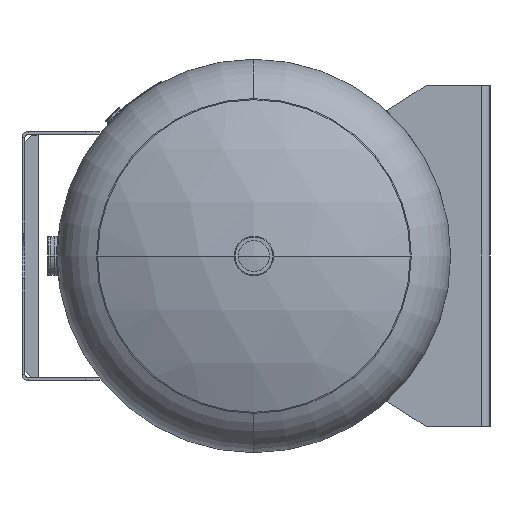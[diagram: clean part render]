
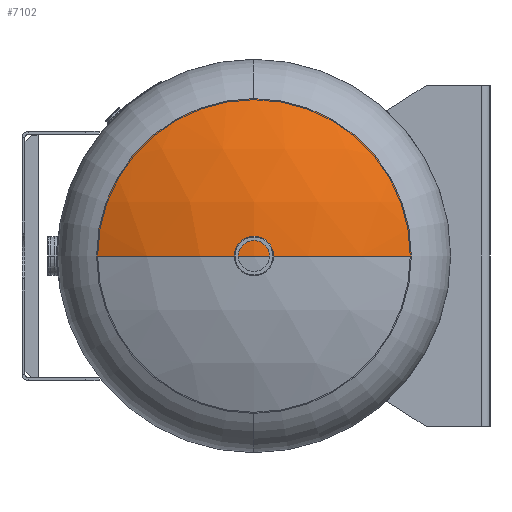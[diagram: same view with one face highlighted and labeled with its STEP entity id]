
A CAD part, left-side view. The second image highlights one B-rep face of the part: STEP entity #7102.
In plain terms, the highlighted spherical face has radius 685.8 mm.
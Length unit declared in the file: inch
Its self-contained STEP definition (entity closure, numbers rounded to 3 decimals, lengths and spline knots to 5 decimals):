
#208 = CIRCLE ( 'NONE', #7809, 12. ) ;
#290 = ORIENTED_EDGE ( 'NONE', *, *, #10372, .F. ) ;
#296 = VERTEX_POINT ( 'NONE', #9988 ) ;
#297 = EDGE_CURVE ( 'NONE', #7154, #7457, #3595, .T. ) ;
#1489 = DIRECTION ( 'NONE',  ( 0., 0., 1. ) ) ;
#1726 = CIRCLE ( 'NONE', #6320, 12. ) ;
#1907 = DIRECTION ( 'NONE',  ( 1., 0., 0. ) ) ;
#3380 = CARTESIAN_POINT ( 'NONE',  ( 0., 6.24932, 0. ) ) ;
#3437 = DIRECTION ( 'NONE',  ( 0., 0., -1. ) ) ;
#3525 = FACE_OUTER_BOUND ( 'NONE', #3663, .T. ) ;
#3595 = CIRCLE ( 'NONE', #10120, 27. ) ;
#3663 = EDGE_LOOP ( 'NONE', ( #10716, #11857, #290, #7184 ) ) ;
#3905 = AXIS2_PLACEMENT_3D ( 'NONE', #12295, #6066, #1907 ) ;
#4369 = CARTESIAN_POINT ( 'NONE',  ( 0., 6.24932, 12. ) ) ;
#4955 = EDGE_CURVE ( 'NONE', #7154, #296, #7808, .T. ) ;
#5874 = EDGE_CURVE ( 'NONE', #7457, #7072, #1726, .T. ) ;
#5926 = CARTESIAN_POINT ( 'NONE',  ( 0., -17.93746, 0. ) ) ;
#6066 = DIRECTION ( 'NONE',  ( 0., 0., 1. ) ) ;
#6320 = AXIS2_PLACEMENT_3D ( 'NONE', #3380, #12742, #3437 ) ;
#6404 = DIRECTION ( 'NONE',  ( 1., 0., 0. ) ) ;
#6657 = CARTESIAN_POINT ( 'NONE',  ( 0., -17.93746, 0. ) ) ;
#7072 = VERTEX_POINT ( 'NONE', #4369 ) ;
#7102 = ADVANCED_FACE ( 'NONE', ( #3525 ), #9717, .T. ) ;
#7154 = VERTEX_POINT ( 'NONE', #10549 ) ;
#7184 = ORIENTED_EDGE ( 'NONE', *, *, #5874, .F. ) ;
#7457 = VERTEX_POINT ( 'NONE', #9701 ) ;
#7808 = CIRCLE ( 'NONE', #3905, 27. ) ;
#7809 = AXIS2_PLACEMENT_3D ( 'NONE', #8714, #11833, #10814 ) ;
#8714 = CARTESIAN_POINT ( 'NONE',  ( 0., 6.24932, 0. ) ) ;
#8970 = DIRECTION ( 'NONE',  ( -1., 0., 0. ) ) ;
#9701 = CARTESIAN_POINT ( 'NONE',  ( 12., 6.24932, 0. ) ) ;
#9717 = SPHERICAL_SURFACE ( 'NONE', #10102, 27. ) ;
#9988 = CARTESIAN_POINT ( 'NONE',  ( -12., 6.24932, 0. ) ) ;
#10102 = AXIS2_PLACEMENT_3D ( 'NONE', #6657, #1489, #6404 ) ;
#10120 = AXIS2_PLACEMENT_3D ( 'NONE', #5926, #13105, #8970 ) ;
#10372 = EDGE_CURVE ( 'NONE', #7072, #296, #208, .T. ) ;
#10549 = CARTESIAN_POINT ( 'NONE',  ( 0., 9.06254, 0. ) ) ;
#10716 = ORIENTED_EDGE ( 'NONE', *, *, #297, .F. ) ;
#10814 = DIRECTION ( 'NONE',  ( 0., 0., -1. ) ) ;
#11833 = DIRECTION ( 'NONE',  ( 0., -1., 0. ) ) ;
#11857 = ORIENTED_EDGE ( 'NONE', *, *, #4955, .T. ) ;
#12295 = CARTESIAN_POINT ( 'NONE',  ( 0., -17.93746, 0. ) ) ;
#12742 = DIRECTION ( 'NONE',  ( 0., -1., 0. ) ) ;
#13105 = DIRECTION ( 'NONE',  ( 0., 0., -1. ) ) ;
